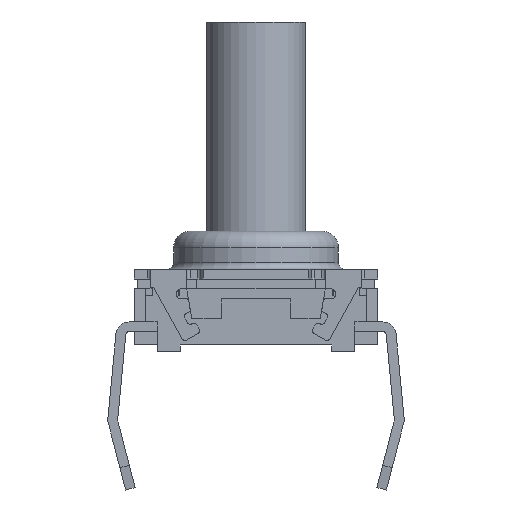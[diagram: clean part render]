
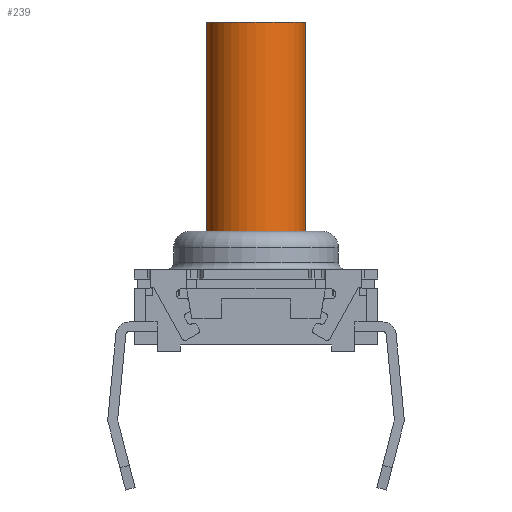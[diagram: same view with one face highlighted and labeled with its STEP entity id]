
A CAD part, front view. The second image highlights one B-rep face of the part: STEP entity #239.
In plain terms, the highlighted cylindrical face has radius 1.5 mm (diameter 3 mm), a full revolution.
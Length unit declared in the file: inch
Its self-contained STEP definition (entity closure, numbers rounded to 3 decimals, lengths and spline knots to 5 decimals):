
#171=CARTESIAN_POINT('',(0.05906,0.,0.12402));
#172=VERTEX_POINT('',#171);
#173=CARTESIAN_POINT('',(0.,0.,0.12402));
#174=DIRECTION('',(0.0,0.0,-1.0));
#175=DIRECTION('',(-1.0,0.0,0.0));
#176=AXIS2_PLACEMENT_3D('',#173,#174,#175);
#177=CIRCLE('',#176,0.05906);
#178=EDGE_CURVE('',#172,#172,#177,.T.);
#220=CARTESIAN_POINT('',(0.,0.,0.11093));
#221=DIRECTION('',(0.0,0.0,1.0));
#222=DIRECTION('',(1.0,0.0,0.0));
#223=AXIS2_PLACEMENT_3D('',#220,#221,#222);
#224=CYLINDRICAL_SURFACE('',#223,0.05906);
#225=CARTESIAN_POINT('',(0.05906,0.,0.38583));
#226=VERTEX_POINT('',#225);
#227=CARTESIAN_POINT('',(0.,0.,0.38583));
#228=DIRECTION('',(0.0,0.0,-1.0));
#229=DIRECTION('',(-1.0,0.0,0.0));
#230=AXIS2_PLACEMENT_3D('',#227,#228,#229);
#231=CIRCLE('',#230,0.05906);
#232=EDGE_CURVE('',#226,#226,#231,.T.);
#233=ORIENTED_EDGE('',*,*,#232,.T.);
#234=EDGE_LOOP('',(#233));
#235=FACE_OUTER_BOUND('',#234,.T.);
#236=ORIENTED_EDGE('',*,*,#178,.F.);
#237=EDGE_LOOP('',(#236));
#238=FACE_BOUND('',#237,.T.);
#239=ADVANCED_FACE('',(#235,#238),#224,.T.);
